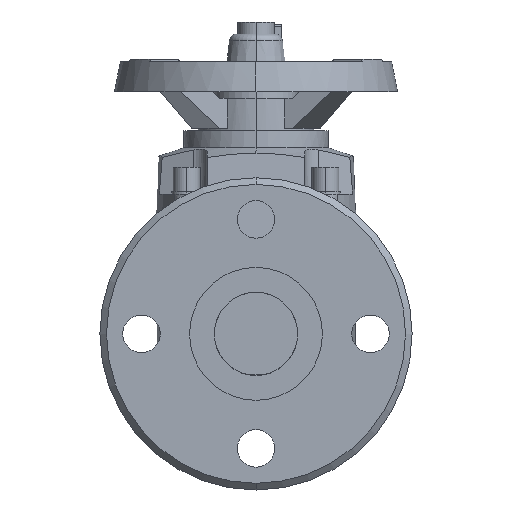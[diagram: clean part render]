
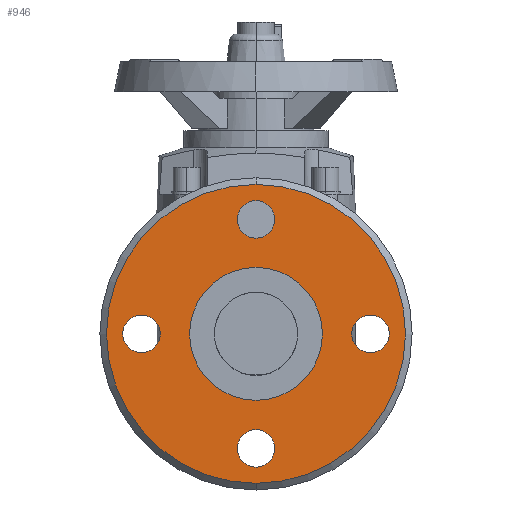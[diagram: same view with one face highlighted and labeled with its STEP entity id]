
A CAD part, left-side view. The second image highlights one B-rep face of the part: STEP entity #946.
In plain terms, the highlighted planar face has unit normal (-1, 0, 0).
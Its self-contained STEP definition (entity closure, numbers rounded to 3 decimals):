
#946=ADVANCED_FACE('',(#1945,#1946,#1947,#1948,#1949,#1950),#1951,.T.);
#1945=FACE_OUTER_BOUND('',#2965,.T.);
#1946=FACE_BOUND('',#2966,.T.);
#1947=FACE_BOUND('',#2967,.T.);
#1948=FACE_BOUND('',#2968,.T.);
#1949=FACE_BOUND('',#2969,.T.);
#1950=FACE_BOUND('',#2970,.T.);
#1951=PLANE('',#2971);
#2965=EDGE_LOOP('',(#5784,#5785));
#2966=EDGE_LOOP('',(#5786,#5787));
#2967=EDGE_LOOP('',(#5788,#5789));
#2968=EDGE_LOOP('',(#5790,#5791));
#2969=EDGE_LOOP('',(#5792,#5793));
#2970=EDGE_LOOP('',(#5794,#5795));
#2971=AXIS2_PLACEMENT_3D('',#5796,#5797,#5798);
#5784=ORIENTED_EDGE('',*,*,#5960,.T.);
#5785=ORIENTED_EDGE('',*,*,#7003,.T.);
#5786=ORIENTED_EDGE('',*,*,#7007,.T.);
#5787=ORIENTED_EDGE('',*,*,#5949,.T.);
#5788=ORIENTED_EDGE('',*,*,#7009,.T.);
#5789=ORIENTED_EDGE('',*,*,#5944,.T.);
#5790=ORIENTED_EDGE('',*,*,#7011,.T.);
#5791=ORIENTED_EDGE('',*,*,#5939,.T.);
#5792=ORIENTED_EDGE('',*,*,#7013,.T.);
#5793=ORIENTED_EDGE('',*,*,#5934,.T.);
#5794=ORIENTED_EDGE('',*,*,#5970,.T.);
#5795=ORIENTED_EDGE('',*,*,#6992,.T.);
#5796=CARTESIAN_POINT('',(-94.0,0.0,-35.9));
#5797=DIRECTION('',(-1.0,0.0,0.0));
#5798=DIRECTION('',(0.0,0.0,-1.0));
#5934=EDGE_CURVE('',#7067,#7064,#7068,.T.);
#5939=EDGE_CURVE('',#7076,#7073,#7077,.T.);
#5944=EDGE_CURVE('',#7085,#7082,#7086,.T.);
#5949=EDGE_CURVE('',#7094,#7091,#7095,.T.);
#5960=EDGE_CURVE('',#7109,#7111,#7113,.T.);
#5970=EDGE_CURVE('',#7125,#7129,#7131,.T.);
#6992=EDGE_CURVE('',#7129,#7125,#8625,.T.);
#7003=EDGE_CURVE('',#7111,#7109,#8636,.T.);
#7007=EDGE_CURVE('',#7091,#7094,#8640,.T.);
#7009=EDGE_CURVE('',#7082,#7085,#8642,.T.);
#7011=EDGE_CURVE('',#7073,#7076,#8644,.T.);
#7013=EDGE_CURVE('',#7064,#7067,#8646,.T.);
#7064=VERTEX_POINT('',#8717);
#7067=VERTEX_POINT('',#8721);
#7068=CIRCLE('',#8722,9.0);
#7073=VERTEX_POINT('',#8728);
#7076=VERTEX_POINT('',#8732);
#7077=CIRCLE('',#8733,9.0);
#7082=VERTEX_POINT('',#8739);
#7085=VERTEX_POINT('',#8743);
#7086=CIRCLE('',#8744,9.0);
#7091=VERTEX_POINT('',#8750);
#7094=VERTEX_POINT('',#8754);
#7095=CIRCLE('',#8755,9.0);
#7109=VERTEX_POINT('',#8772);
#7111=VERTEX_POINT('',#8775);
#7113=CIRCLE('',#8778,71.8);
#7125=VERTEX_POINT('',#8792);
#7129=VERTEX_POINT('',#8797);
#7131=CIRCLE('',#8800,31.923);
#8625=CIRCLE('',#11144,31.923);
#8636=CIRCLE('',#11155,71.8);
#8640=CIRCLE('',#11159,9.0);
#8642=CIRCLE('',#11161,9.0);
#8644=CIRCLE('',#11163,9.0);
#8646=CIRCLE('',#11165,9.0);
#8717=CARTESIAN_POINT('',(-94.0,0.0,-64.0));
#8721=CARTESIAN_POINT('',(-94.0,0.,-46.0));
#8722=AXIS2_PLACEMENT_3D('',#11246,#11247,#11248);
#8728=CARTESIAN_POINT('',(-94.0,64.0,0.0));
#8732=CARTESIAN_POINT('',(-94.0,46.0,0.));
#8733=AXIS2_PLACEMENT_3D('',#11254,#11255,#11256);
#8739=CARTESIAN_POINT('',(-94.0,0.0,64.0));
#8743=CARTESIAN_POINT('',(-94.0,0.,46.0));
#8744=AXIS2_PLACEMENT_3D('',#11262,#11263,#11264);
#8750=CARTESIAN_POINT('',(-94.0,-64.0,0.0));
#8754=CARTESIAN_POINT('',(-94.0,-46.0,0.));
#8755=AXIS2_PLACEMENT_3D('',#11270,#11271,#11272);
#8772=CARTESIAN_POINT('',(-94.0,0.0,-71.8));
#8775=CARTESIAN_POINT('',(-94.0,0.,71.8));
#8778=AXIS2_PLACEMENT_3D('',#11287,#11288,#11289);
#8792=CARTESIAN_POINT('',(-94.0,0.0,31.923));
#8797=CARTESIAN_POINT('',(-94.0,0.,-31.923));
#8800=AXIS2_PLACEMENT_3D('',#11303,#11304,#11305);
#11144=AXIS2_PLACEMENT_3D('',#12790,#12791,#12792);
#11155=AXIS2_PLACEMENT_3D('',#12814,#12815,#12816);
#11159=AXIS2_PLACEMENT_3D('',#12820,#12821,#12822);
#11161=AXIS2_PLACEMENT_3D('',#12823,#12824,#12825);
#11163=AXIS2_PLACEMENT_3D('',#12826,#12827,#12828);
#11165=AXIS2_PLACEMENT_3D('',#12829,#12830,#12831);
#11246=CARTESIAN_POINT('',(-94.0,0.0,-55.0));
#11247=DIRECTION('',(1.0,-0.0,0.0));
#11248=DIRECTION('',(0.0,0.0,-1.0));
#11254=CARTESIAN_POINT('',(-94.0,55.0,0.0));
#11255=DIRECTION('',(1.0,0.0,-0.0));
#11256=DIRECTION('',(0.0,1.0,0.0));
#11262=CARTESIAN_POINT('',(-94.0,0.0,55.0));
#11263=DIRECTION('',(1.0,0.0,-0.0));
#11264=DIRECTION('',(0.0,0.0,1.0));
#11270=CARTESIAN_POINT('',(-94.0,-55.0,0.0));
#11271=DIRECTION('',(1.0,0.0,-0.0));
#11272=DIRECTION('',(0.0,-1.0,0.0));
#11287=CARTESIAN_POINT('',(-94.0,0.0,0.0));
#11288=DIRECTION('',(-1.0,0.0,0.0));
#11289=DIRECTION('',(0.0,0.0,-1.0));
#11303=CARTESIAN_POINT('',(-94.0,0.0,0.0));
#11304=DIRECTION('',(1.0,0.0,-0.0));
#11305=DIRECTION('',(0.0,0.0,1.0));
#12790=CARTESIAN_POINT('',(-94.0,0.0,0.0));
#12791=DIRECTION('',(1.0,0.0,-0.0));
#12792=DIRECTION('',(0.0,0.0,1.0));
#12814=CARTESIAN_POINT('',(-94.0,0.0,0.0));
#12815=DIRECTION('',(-1.0,0.0,0.0));
#12816=DIRECTION('',(0.0,0.0,-1.0));
#12820=CARTESIAN_POINT('',(-94.0,-55.0,0.0));
#12821=DIRECTION('',(1.0,0.0,-0.0));
#12822=DIRECTION('',(0.0,-1.0,0.0));
#12823=CARTESIAN_POINT('',(-94.0,0.0,55.0));
#12824=DIRECTION('',(1.0,0.0,-0.0));
#12825=DIRECTION('',(0.0,0.0,1.0));
#12826=CARTESIAN_POINT('',(-94.0,55.0,0.0));
#12827=DIRECTION('',(1.0,0.0,-0.0));
#12828=DIRECTION('',(0.0,1.0,0.0));
#12829=CARTESIAN_POINT('',(-94.0,0.0,-55.0));
#12830=DIRECTION('',(1.0,-0.0,0.0));
#12831=DIRECTION('',(0.0,0.0,-1.0));
